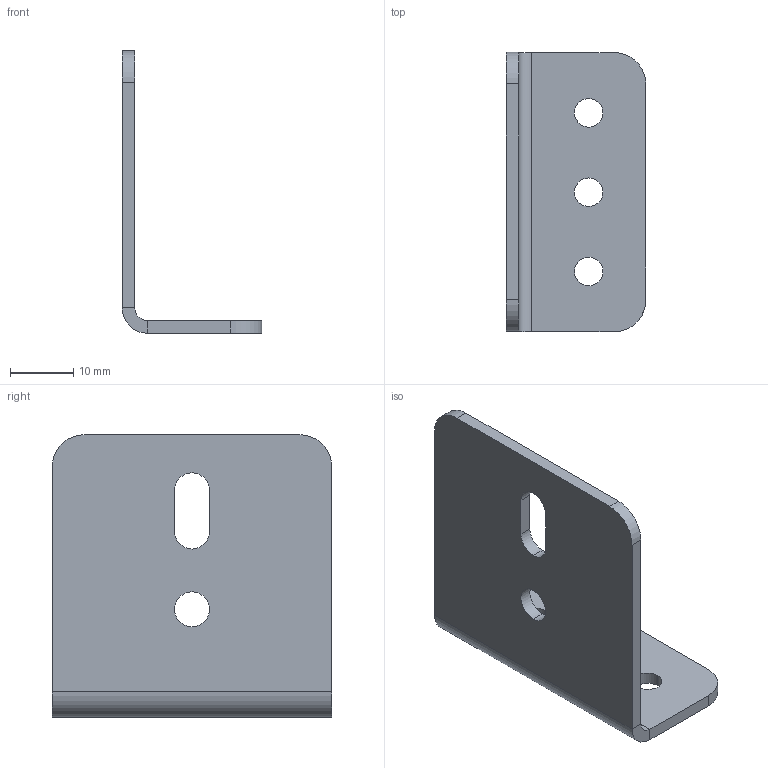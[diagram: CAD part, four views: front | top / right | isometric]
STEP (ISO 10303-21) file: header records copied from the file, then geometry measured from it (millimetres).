
FILE_DESCRIPTION (( 'STEP AP214' ), '1' );
FILE_NAME ('944.420.STEP', '2024-08-22T09:33:04', ( '' ), ( '' ), 'SwSTEP 2.0', 'SolidWorks 2021', '' );
FILE_SCHEMA (( 'AUTOMOTIVE_DESIGN' ));
Length unit declared in the file: millimetre
Products named in the file (1): 944.420
Bounding box: 22 x 44 x 44.5 mm (x, y, z)
Volume: 5257.8 mm3; surface area: 5849.4 mm2
Topology: 1 solids, 1 shells, 31 faces, 79 edges, 50 vertices
Faces by surface type: cylinder 17, plane 14
Entity records: 997 total; most frequent: DIRECTION 177, CARTESIAN_POINT 161, ORIENTED_EDGE 158, EDGE_CURVE 79, AXIS2_PLACEMENT_3D 66, VERTEX_POINT 50, VECTOR 45, LINE 45
